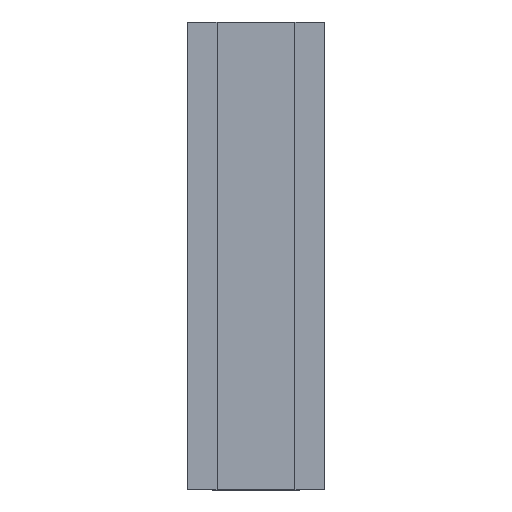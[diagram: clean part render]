
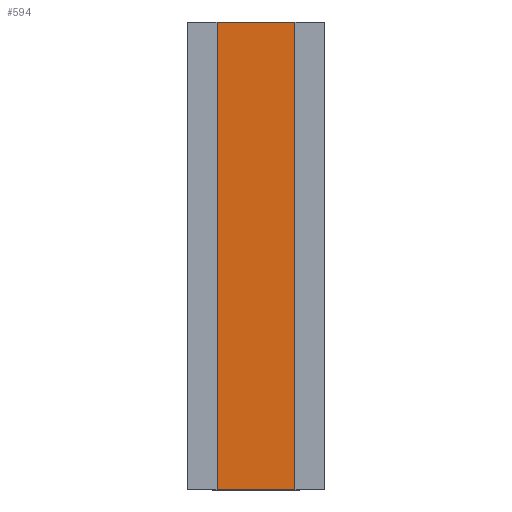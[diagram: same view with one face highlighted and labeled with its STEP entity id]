
A CAD part, top view. The second image highlights one B-rep face of the part: STEP entity #594.
In plain terms, the highlighted planar face has unit normal (0, 0, 1).
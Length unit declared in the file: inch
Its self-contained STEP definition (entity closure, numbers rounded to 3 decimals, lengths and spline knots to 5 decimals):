
#534=CARTESIAN_POINT('',(4.73152,0.17604,-0.235));
#535=VERTEX_POINT('',#534);
#542=CARTESIAN_POINT('',(4.73152,6.17604,-0.235));
#543=VERTEX_POINT('',#542);
#544=CARTESIAN_POINT('',(4.73152,3.17604,-0.235));
#545=DIRECTION('',(0.,-1.,0.));
#546=VECTOR('',#545,1.);
#547=LINE('',#544,#546);
#548=EDGE_CURVE('',#543,#535,#547,.T.);
#564=ORIENTED_EDGE('',*,*,#548,.T.);
#565=CARTESIAN_POINT('',(5.73152,0.17604,-0.235));
#566=VERTEX_POINT('',#565);
#567=CARTESIAN_POINT('',(5.73152,0.17604,-0.235));
#568=DIRECTION('',(1.,0.,0.));
#569=VECTOR('',#568,1.);
#570=LINE('',#567,#569);
#571=EDGE_CURVE('',#535,#566,#570,.T.);
#572=ORIENTED_EDGE('',*,*,#571,.T.);
#573=CARTESIAN_POINT('',(5.73152,6.17604,-0.235));
#574=VERTEX_POINT('',#573);
#575=CARTESIAN_POINT('',(5.73152,3.17604,-0.235));
#576=DIRECTION('',(0.,-1.,0.));
#577=VECTOR('',#576,1.);
#578=LINE('',#575,#577);
#579=EDGE_CURVE('',#574,#566,#578,.T.);
#580=ORIENTED_EDGE('',*,*,#579,.F.);
#581=CARTESIAN_POINT('',(5.73152,6.17604,-0.235));
#582=DIRECTION('',(-1.,0.,0.));
#583=VECTOR('',#582,1.);
#584=LINE('',#581,#583);
#585=EDGE_CURVE('',#574,#543,#584,.T.);
#586=ORIENTED_EDGE('',*,*,#585,.T.);
#587=EDGE_LOOP('',(#564,#572,#580,#586));
#588=FACE_OUTER_BOUND('',#587,.T.);
#589=CARTESIAN_POINT('',(5.23152,3.17604,-0.235));
#590=DIRECTION('',(0.,0.,1.));
#591=DIRECTION('',(-1.,0.,0.));
#592=AXIS2_PLACEMENT_3D('',#589,#590,#591);
#593=PLANE('',#592);
#594=ADVANCED_FACE('',(#588),#593,.T.);
